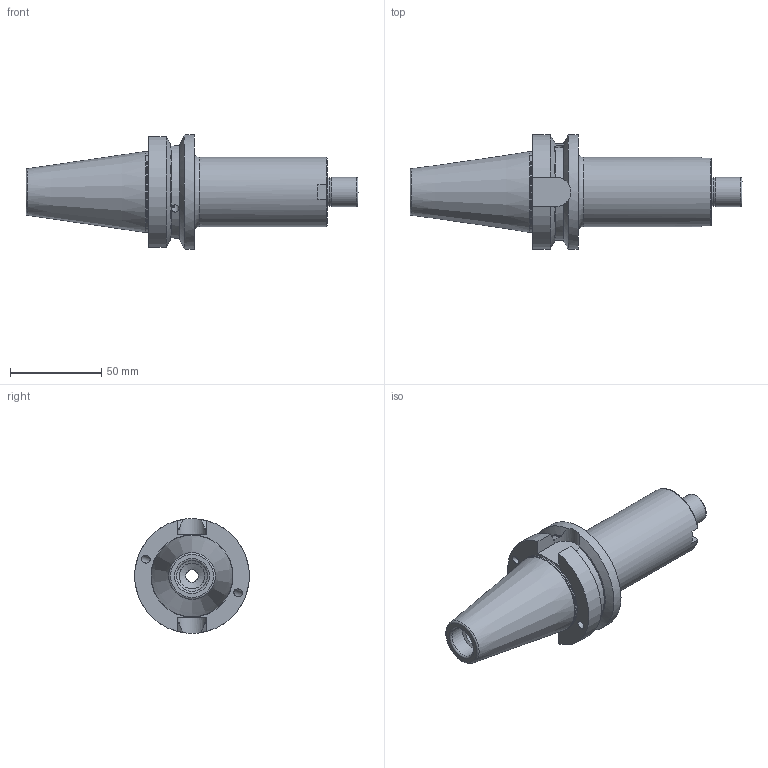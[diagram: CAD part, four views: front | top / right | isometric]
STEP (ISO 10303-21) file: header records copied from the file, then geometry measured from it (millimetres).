
FILE_DESCRIPTION((''),'2;1');
FILE_NAME('7540051-31.stp','2017-12-20T17:16:45',('SCHUESSLER'),(''),'Autodesk Inventor 2012','Autodesk Inventor 2012','');
FILE_SCHEMA(('AUTOMOTIVE_DESIGN { 1 0 10303 214 1 1 1 1 }'));
Length unit declared in the file: millimetre
Products named in the file (1): 7540051-31
Bounding box: 182.4 x 63 x 63 mm (x, y, z)
Volume: 200897.5 mm3; surface area: 35551.5 mm2
Topology: 1 solids, 1 shells, 88 faces, 249 edges, 159 vertices
Faces by surface type: cylinder 29, plane 24, cone 21, torus 14
Full cylindrical faces by diameter (mm): 1.5 x4, 2.459 x2, 4.2 x4, 6.8 x1, 8.4 x1, 14 x1, 15.4 x1, 16 x1, 17 x1, 38 x1, 44.25 x1, 63 x1
Entity records: 2802 total; most frequent: CARTESIAN_POINT 827, DIRECTION 404, ORIENTED_EDGE 366, EDGE_CURVE 183, AXIS2_PLACEMENT_3D 176, EDGE_LOOP 138, VERTEX_POINT 137, FACE_OUTER_BOUND 88
